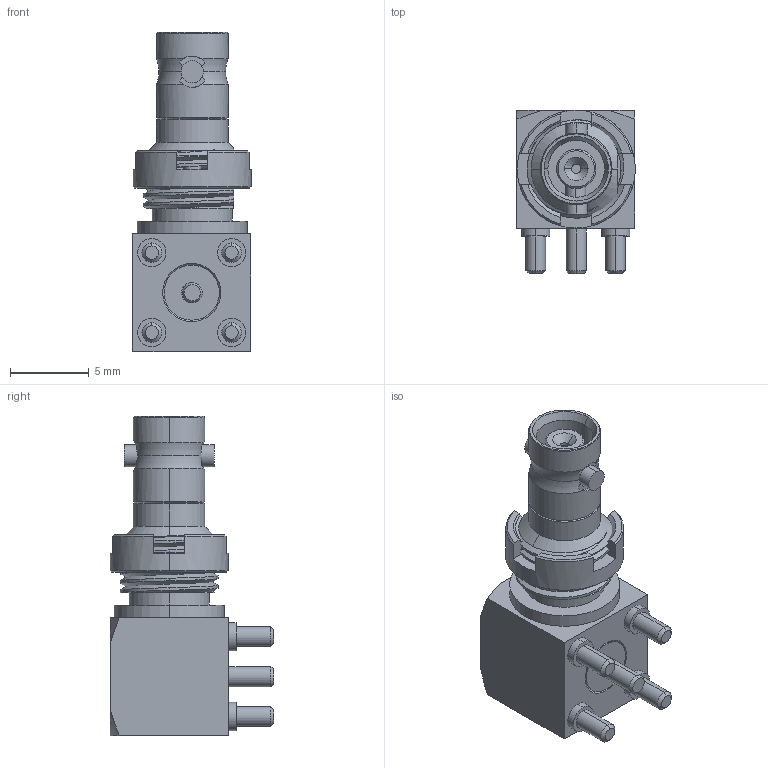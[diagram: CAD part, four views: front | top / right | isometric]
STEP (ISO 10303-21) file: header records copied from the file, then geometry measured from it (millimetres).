
FILE_DESCRIPTION (( 'STEP AP214' ), '1' );
FILE_NAME ('67-468-B3.STEP', '2024-07-31T08:16:43', ( '' ), ( '' ), 'SwSTEP 2.0', 'SolidWorks 2023', '' );
FILE_SCHEMA (( 'AUTOMOTIVE_DESIGN' ));
Length unit declared in the file: millimetre
Products named in the file (1): 67-468-B3
Bounding box: 7.53 x 10.4 x 20.3 mm (x, y, z)
Surface area: 912.1 mm2 (no closed solid volume)
Topology: 0 solids, 9 shells, 179 faces, 515 edges, 339 vertices
Faces by surface type: cylinder 62, plane 46, cone 43, bspline 22, torus 6
Entity records: 11297 total; most frequent: CARTESIAN_POINT 6990, ORIENTED_EDGE 914, DIRECTION 830, EDGE_CURVE 515, VERTEX_POINT 339, AXIS2_PLACEMENT_3D 338, EDGE_LOOP 195, CIRCLE 180
